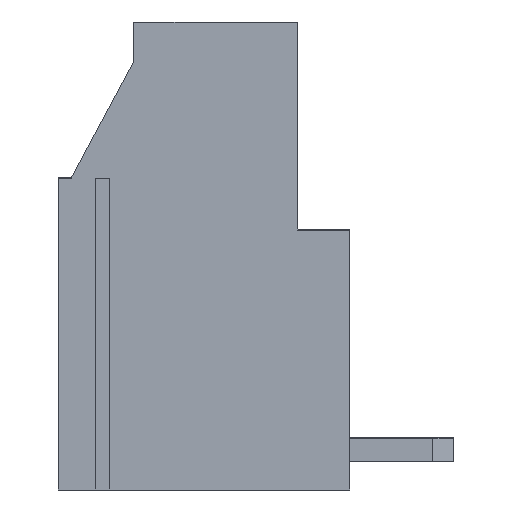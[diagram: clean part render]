
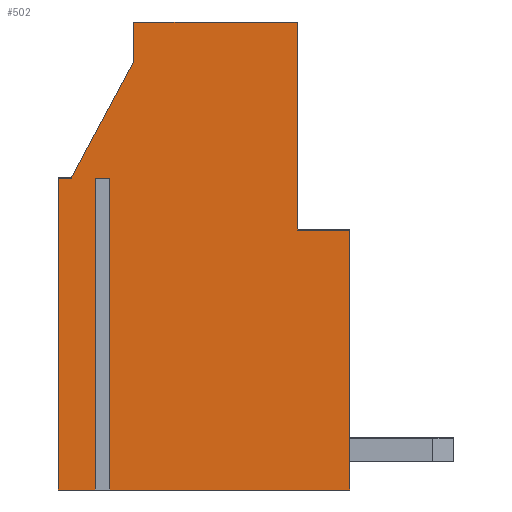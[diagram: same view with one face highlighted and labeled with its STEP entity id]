
A CAD part, front view. The second image highlights one B-rep face of the part: STEP entity #502.
In plain terms, the highlighted planar face has unit normal (0, -1, 0).
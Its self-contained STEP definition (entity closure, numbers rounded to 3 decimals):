
#502 = ADVANCED_FACE( '', ( #977 ), #978, .F. );
#977 = FACE_OUTER_BOUND( '', #1434, .T. );
#978 = PLANE( '', #1435 );
#1434 = EDGE_LOOP( '', ( #2745, #2746, #2747, #2748, #2749, #2750, #2751, #2752, #2753, #2754, #2755, #2756, #2757 ) );
#1435 = AXIS2_PLACEMENT_3D( '', #2758, #2759, #2760 );
#2745 = ORIENTED_EDGE( '', *, *, #3308, .F. );
#2746 = ORIENTED_EDGE( '', *, *, #2917, .T. );
#2747 = ORIENTED_EDGE( '', *, *, #3393, .F. );
#2748 = ORIENTED_EDGE( '', *, *, #3403, .F. );
#2749 = ORIENTED_EDGE( '', *, *, #2892, .F. );
#2750 = ORIENTED_EDGE( '', *, *, #3057, .T. );
#2751 = ORIENTED_EDGE( '', *, *, #3336, .T. );
#2752 = ORIENTED_EDGE( '', *, *, #3404, .F. );
#2753 = ORIENTED_EDGE( '', *, *, #3363, .F. );
#2754 = ORIENTED_EDGE( '', *, *, #3182, .F. );
#2755 = ORIENTED_EDGE( '', *, *, #3333, .T. );
#2756 = ORIENTED_EDGE( '', *, *, #2964, .T. );
#2757 = ORIENTED_EDGE( '', *, *, #3245, .F. );
#2758 = CARTESIAN_POINT( '', ( 12.134, -2.5, 19.8 ) );
#2759 = DIRECTION( '', ( 0., 1., 0. ) );
#2760 = DIRECTION( '', ( 0., 0., 1. ) );
#2892 = EDGE_CURVE( '', #3470, #3471, #3472, .T. );
#2917 = EDGE_CURVE( '', #3514, #3515, #3516, .T. );
#2964 = EDGE_CURVE( '', #3587, #3599, #3601, .T. );
#3057 = EDGE_CURVE( '', #3470, #3764, #3765, .T. );
#3182 = EDGE_CURVE( '', #3960, #3962, #3963, .T. );
#3245 = EDGE_CURVE( '', #4044, #3599, #4046, .T. );
#3308 = EDGE_CURVE( '', #3514, #4044, #4124, .T. );
#3333 = EDGE_CURVE( '', #3960, #3587, #4151, .T. );
#3336 = EDGE_CURVE( '', #3764, #4154, #4156, .T. );
#3363 = EDGE_CURVE( '', #3962, #4185, #4186, .T. );
#3393 = EDGE_CURVE( '', #4219, #3515, #4220, .T. );
#3403 = EDGE_CURVE( '', #3471, #4219, #4231, .T. );
#3404 = EDGE_CURVE( '', #4185, #4154, #4232, .T. );
#3470 = VERTEX_POINT( '', #4322 );
#3471 = VERTEX_POINT( '', #4323 );
#3472 = LINE( '', #4324, #4325 );
#3514 = VERTEX_POINT( '', #4386 );
#3515 = VERTEX_POINT( '', #4387 );
#3516 = LINE( '', #4388, #4389 );
#3587 = VERTEX_POINT( '', #4487 );
#3599 = VERTEX_POINT( '', #4505 );
#3601 = LINE( '', #4508, #4509 );
#3764 = VERTEX_POINT( '', #4746 );
#3765 = LINE( '', #4747, #4748 );
#3960 = VERTEX_POINT( '', #5035 );
#3962 = VERTEX_POINT( '', #5038 );
#3963 = LINE( '', #5039, #5040 );
#4044 = VERTEX_POINT( '', #5164 );
#4046 = LINE( '', #5167, #5168 );
#4124 = LINE( '', #5285, #5286 );
#4151 = LINE( '', #5325, #5326 );
#4154 = VERTEX_POINT( '', #5329 );
#4156 = LINE( '', #5332, #5333 );
#4185 = VERTEX_POINT( '', #5373 );
#4186 = LINE( '', #5374, #5375 );
#4219 = VERTEX_POINT( '', #5419 );
#4220 = LINE( '', #5420, #5421 );
#4231 = LINE( '', #5436, #5437 );
#4232 = LINE( '', #5438, #5439 );
#4322 = CARTESIAN_POINT( '', ( 0., -2.5, 12. ) );
#4323 = CARTESIAN_POINT( '', ( 0.5, -2.5, 12. ) );
#4324 = CARTESIAN_POINT( '', ( 5.35, -2.5, 12. ) );
#4325 = VECTOR( '', #5476, 1000. );
#4386 = CARTESIAN_POINT( '', ( 9.2, -2.5, 18. ) );
#4387 = CARTESIAN_POINT( '', ( 2.9, -2.5, 18. ) );
#4388 = CARTESIAN_POINT( '', ( 5.35, -2.5, 18. ) );
#4389 = VECTOR( '', #5496, 1000. );
#4487 = CARTESIAN_POINT( '', ( 11.2, -2.5, 0. ) );
#4505 = CARTESIAN_POINT( '', ( 11.2, -2.5, 10. ) );
#4508 = CARTESIAN_POINT( '', ( 11.2, -2.5, -1. ) );
#4509 = VECTOR( '', #5546, 1000. );
#4746 = CARTESIAN_POINT( '', ( 0., -2.5, 0. ) );
#4747 = CARTESIAN_POINT( '', ( 0., -2.5, -1. ) );
#4748 = VECTOR( '', #5633, 1000. );
#5035 = CARTESIAN_POINT( '', ( 1.977, -2.5, 0. ) );
#5038 = CARTESIAN_POINT( '', ( 1.977, -2.5, 12. ) );
#5039 = CARTESIAN_POINT( '', ( 1.977, -2.5, -1. ) );
#5040 = VECTOR( '', #5751, 1000. );
#5164 = CARTESIAN_POINT( '', ( 9.2, -2.5, 10. ) );
#5167 = CARTESIAN_POINT( '', ( 9.038, -2.5, 10. ) );
#5168 = VECTOR( '', #5802, 1000. );
#5285 = CARTESIAN_POINT( '', ( 9.2, -2.5, 18. ) );
#5286 = VECTOR( '', #5860, 1000. );
#5325 = CARTESIAN_POINT( '', ( 5.35, -2.5, 0. ) );
#5326 = VECTOR( '', #5873, 1000. );
#5329 = CARTESIAN_POINT( '', ( 1.423, -2.5, 0. ) );
#5332 = CARTESIAN_POINT( '', ( 5.35, -2.5, 0. ) );
#5333 = VECTOR( '', #5878, 1000. );
#5373 = CARTESIAN_POINT( '', ( 1.423, -2.5, 12. ) );
#5374 = CARTESIAN_POINT( '', ( 5.35, -2.5, 12. ) );
#5375 = VECTOR( '', #5893, 1000. );
#5419 = CARTESIAN_POINT( '', ( 2.9, -2.5, 16.5 ) );
#5420 = CARTESIAN_POINT( '', ( 2.9, -2.5, -1. ) );
#5421 = VECTOR( '', #5908, 1000. );
#5436 = CARTESIAN_POINT( '', ( -6.433, -2.5, -1. ) );
#5437 = VECTOR( '', #5913, 1000. );
#5438 = CARTESIAN_POINT( '', ( 1.423, -2.5, -1. ) );
#5439 = VECTOR( '', #5914, 1000. );
#5476 = DIRECTION( '', ( 1., 0., 0. ) );
#5496 = DIRECTION( '', ( -1., 0., 0. ) );
#5546 = DIRECTION( '', ( 0., 0., 1. ) );
#5633 = DIRECTION( '', ( 0., 0., -1. ) );
#5751 = DIRECTION( '', ( 0., 0., 1. ) );
#5802 = DIRECTION( '', ( 1., 0., 0. ) );
#5860 = DIRECTION( '', ( 0., 0., -1. ) );
#5873 = DIRECTION( '', ( 1., 0., 0. ) );
#5878 = DIRECTION( '', ( 1., 0., 0. ) );
#5893 = DIRECTION( '', ( -1., 0., 0. ) );
#5908 = DIRECTION( '', ( 0., 0., 1. ) );
#5913 = DIRECTION( '', ( 0.471, 0., 0.882 ) );
#5914 = DIRECTION( '', ( 0., 0., -1. ) );
